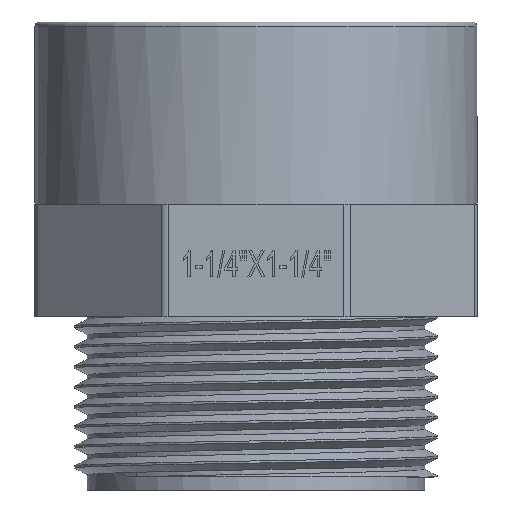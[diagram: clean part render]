
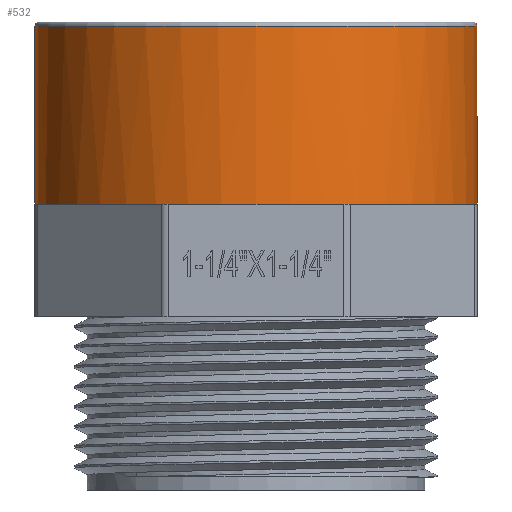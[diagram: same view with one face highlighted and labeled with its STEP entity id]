
A CAD part, front view. The second image highlights one B-rep face of the part: STEP entity #532.
In plain terms, the highlighted cylindrical face has radius 25.5 mm (diameter 51 mm), a full revolution.
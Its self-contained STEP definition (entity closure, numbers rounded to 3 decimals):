
#452=CYLINDRICAL_SURFACE('',#6102,25.5);
#490=CIRCLE('',#6093,25.5);
#491=CIRCLE('',#6094,25.5);
#492=CIRCLE('',#6095,25.5);
#493=CIRCLE('',#6096,25.5);
#494=CIRCLE('',#6097,25.5);
#495=CIRCLE('',#6098,25.5);
#496=CIRCLE('',#6099,25.5);
#497=CIRCLE('',#6100,25.5);
#498=CIRCLE('',#6101,25.5);
#532=ADVANCED_FACE('',(#1829,#1830),#452,.T.);
#1829=FACE_BOUND('',#1903,.T.);
#1830=FACE_BOUND('',#1904,.T.);
#1903=EDGE_LOOP('',(#2533));
#1904=EDGE_LOOP('',(#2534,#2535,#2536,#2537,#2538,#2539,#2540,#2541));
#2533=ORIENTED_EDGE('',*,*,#4864,.T.);
#2534=ORIENTED_EDGE('',*,*,#4865,.T.);
#2535=ORIENTED_EDGE('',*,*,#4866,.T.);
#2536=ORIENTED_EDGE('',*,*,#4867,.T.);
#2537=ORIENTED_EDGE('',*,*,#4868,.T.);
#2538=ORIENTED_EDGE('',*,*,#4869,.T.);
#2539=ORIENTED_EDGE('',*,*,#4870,.T.);
#2540=ORIENTED_EDGE('',*,*,#4871,.T.);
#2541=ORIENTED_EDGE('',*,*,#4872,.T.);
#4046=VERTEX_POINT('',#7610);
#4092=VERTEX_POINT('',#7850);
#4130=VERTEX_POINT('',#8044);
#4257=VERTEX_POINT('',#8640);
#4275=VERTEX_POINT('',#8702);
#4276=VERTEX_POINT('',#8704);
#4277=VERTEX_POINT('',#8707);
#4278=VERTEX_POINT('',#8710);
#4279=VERTEX_POINT('',#8713);
#4864=EDGE_CURVE('',#4275,#4275,#490,.T.);
#4865=EDGE_CURVE('',#4046,#4276,#491,.T.);
#4866=EDGE_CURVE('',#4276,#4092,#492,.T.);
#4867=EDGE_CURVE('',#4092,#4277,#493,.T.);
#4868=EDGE_CURVE('',#4277,#4130,#494,.T.);
#4869=EDGE_CURVE('',#4130,#4278,#495,.T.);
#4870=EDGE_CURVE('',#4278,#4257,#496,.T.);
#4871=EDGE_CURVE('',#4257,#4279,#497,.T.);
#4872=EDGE_CURVE('',#4279,#4046,#498,.T.);
#6093=AXIS2_PLACEMENT_3D('',#8701,#6447,#6448);
#6094=AXIS2_PLACEMENT_3D('',#8703,#6449,#6450);
#6095=AXIS2_PLACEMENT_3D('',#8705,#6451,#6452);
#6096=AXIS2_PLACEMENT_3D('',#8706,#6453,#6454);
#6097=AXIS2_PLACEMENT_3D('',#8708,#6455,#6456);
#6098=AXIS2_PLACEMENT_3D('',#8709,#6457,#6458);
#6099=AXIS2_PLACEMENT_3D('',#8711,#6459,#6460);
#6100=AXIS2_PLACEMENT_3D('',#8712,#6461,#6462);
#6101=AXIS2_PLACEMENT_3D('',#8714,#6463,#6464);
#6102=AXIS2_PLACEMENT_3D('',#8715,#6465,#6466);
#6447=DIRECTION('',(0.,0.,-1.));
#6448=DIRECTION('',(1.,0.,0.));
#6449=DIRECTION('',(0.,0.,1.));
#6450=DIRECTION('',(1.,0.,0.));
#6451=DIRECTION('',(0.,0.,1.));
#6452=DIRECTION('',(1.,0.,0.));
#6453=DIRECTION('',(0.,0.,1.));
#6454=DIRECTION('',(1.,0.,0.));
#6455=DIRECTION('',(0.,0.,1.));
#6456=DIRECTION('',(1.,0.,0.));
#6457=DIRECTION('',(0.,0.,1.));
#6458=DIRECTION('',(1.,0.,0.));
#6459=DIRECTION('',(0.,0.,1.));
#6460=DIRECTION('',(1.,0.,0.));
#6461=DIRECTION('',(0.,0.,1.));
#6462=DIRECTION('',(1.,0.,0.));
#6463=DIRECTION('',(0.,0.,1.));
#6464=DIRECTION('',(1.,0.,0.));
#6465=DIRECTION('',(0.,0.,1.));
#6466=DIRECTION('',(1.,0.,0.));
#7610=CARTESIAN_POINT('',(206.226,5.504,8.));
#7850=CARTESIAN_POINT('',(180.726,31.004,8.));
#8044=CARTESIAN_POINT('',(155.226,5.504,8.));
#8640=CARTESIAN_POINT('',(180.726,-19.996,8.));
#8701=CARTESIAN_POINT('',(180.726,5.504,28.5));
#8702=CARTESIAN_POINT('',(206.226,5.504,28.5));
#8703=CARTESIAN_POINT('',(180.726,5.504,8.));
#8704=CARTESIAN_POINT('',(198.758,23.535,8.));
#8705=CARTESIAN_POINT('',(180.726,5.504,8.));
#8706=CARTESIAN_POINT('',(180.726,5.504,8.));
#8707=CARTESIAN_POINT('',(162.695,23.535,8.));
#8708=CARTESIAN_POINT('',(180.726,5.504,8.));
#8709=CARTESIAN_POINT('',(180.726,5.504,8.));
#8710=CARTESIAN_POINT('',(162.695,-12.527,8.));
#8711=CARTESIAN_POINT('',(180.726,5.504,8.));
#8712=CARTESIAN_POINT('',(180.726,5.504,8.));
#8713=CARTESIAN_POINT('',(198.758,-12.527,8.));
#8714=CARTESIAN_POINT('',(180.726,5.504,8.));
#8715=CARTESIAN_POINT('',(180.726,5.504,8.));
